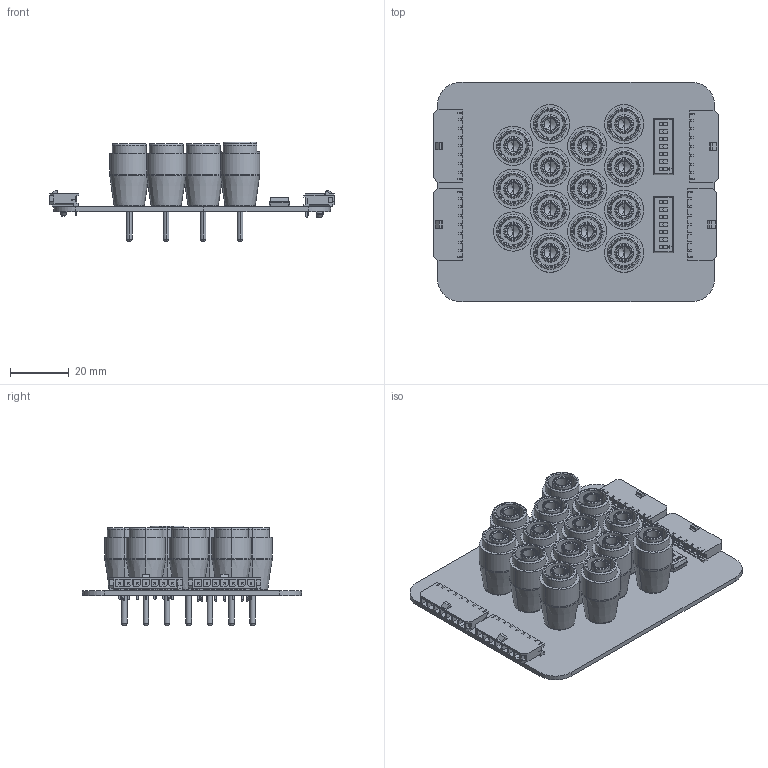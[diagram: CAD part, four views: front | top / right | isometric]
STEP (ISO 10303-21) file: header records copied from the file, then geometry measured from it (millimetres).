
FILE_DESCRIPTION(('KiCad electronic assembly'),'2;1');
FILE_NAME('BPS_Scrutineering.step','2021-02-06T16:11:09',('An Author'),( 'A Company'),'Open CASCADE STEP processor 6.9', 'KiCad to STEP converter','Unknown');
FILE_SCHEMA(('AUTOMOTIVE_DESIGN { 1 0 10303 214 1 1 1 1 }'));
Length unit declared in the file: millimetre
Products named in the file (8): Open CASCADE STEP translator 6.9 1; 436500700; COMPOUND; CT3149-4; SW_DIP_SPSTx07_Slide_6.7x19.34mm_W6.73mm_P2.54mm_LowProfile_JPin; SOLID
Assembly tree (24 placements, depth 3):
  Open CASCADE STEP translator 6.9 1
    436500700  x4
      COMPOUND
    CT3149-4  x14
      COMPOUND
    SW_DIP_SPSTx07_Slide_6.7x19.34mm_W6.73mm_P2.54mm_LowProfile_JPin  x2
      SOLID
    COMPOUND
Bounding box: 96.9 x 74.68 x 34 mm (x, y, z)
Volume: 36746.6 mm3; surface area: 62528.4 mm2
Topology: 39 solids, 39 shells, 5120 faces, 13954 edges, 9054 vertices
Faces by surface type: plane 3550, cylinder 1082, cone 232, torus 168, bspline 32, revolution 28, sphere 28
Full cylindrical faces by diameter (mm): 1 x28, 2 x14, 3 x8
Entity records: 69366 total; most frequent: CARTESIAN_POINT 15525, DIRECTION 9517, LINE 6511, VECTOR 6511, ORIENTED_EDGE 5174, PCURVE 5174, DEFINITIONAL_REPRESENTATION 5174, EDGE_CURVE 2587
